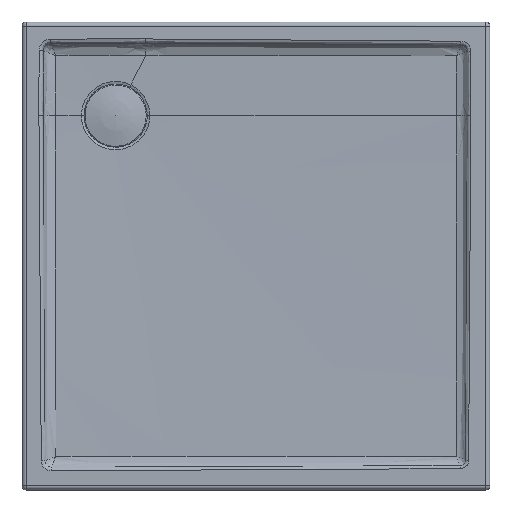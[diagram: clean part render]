
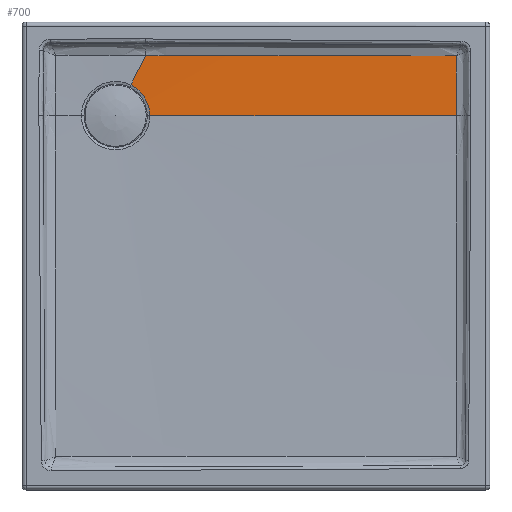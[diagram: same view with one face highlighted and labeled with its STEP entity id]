
A CAD part, top view. The second image highlights one B-rep face of the part: STEP entity #700.
In plain terms, the highlighted conical face has half-angle 88.825 degrees and reference radius 1000 mm.
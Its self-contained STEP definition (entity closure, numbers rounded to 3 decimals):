
#170=CARTESIAN_POINT('',(-240.622,328.755,-28.035));
#171=VERTEX_POINT('',#170);
#281=CARTESIAN_POINT('',(-204.309,270.,-28.035));
#282=VERTEX_POINT('',#281);
#290=CARTESIAN_POINT('',(-204.309,270.,-28.035));
#291=CARTESIAN_POINT('',(-204.309,273.444,-28.035));
#292=CARTESIAN_POINT('',(-205.139,283.881,-28.035));
#293=CARTESIAN_POINT('',(-209.472,297.148,-28.035));
#294=CARTESIAN_POINT('',(-216.813,309.018,-28.035));
#295=CARTESIAN_POINT('',(-223.577,316.863,-28.035));
#296=CARTESIAN_POINT('',(-231.578,323.626,-28.035));
#297=CARTESIAN_POINT('',(-237.542,327.215,-28.035));
#298=CARTESIAN_POINT('',(-240.622,328.755,-28.035));
#299=B_SPLINE_CURVE_WITH_KNOTS('',3,(#290,#291,#292,#293,#294,#295,#296,#297,#298),.UNSPECIFIED.,.F.,.U.,(4,1,1,1,1,1,4),(0.0,1.036,3.107,4.143,5.178,6.214,7.25),.UNSPECIFIED.);
#300=EDGE_CURVE('',#282,#171,#299,.T.);
#519=CARTESIAN_POINT('',(385.513,270.0,-15.936));
#520=VERTEX_POINT('',#519);
#543=CARTESIAN_POINT('',(-204.309,270.,-28.035));
#544=CARTESIAN_POINT('',(-7.702,270.,-24.002));
#545=CARTESIAN_POINT('',(188.905,270.,-19.969));
#546=CARTESIAN_POINT('',(385.513,270.,-15.936));
#547=B_SPLINE_CURVE_WITH_KNOTS('',3,(#543,#544,#545,#546),.UNSPECIFIED.,.F.,.U.,(4,4),(-446.903,143.043),.UNSPECIFIED.);
#548=EDGE_CURVE('',#282,#520,#547,.T.);
#559=CARTESIAN_POINT('',(-212.271,385.459,-26.735));
#560=VERTEX_POINT('',#559);
#561=CARTESIAN_POINT('',(-240.622,328.755,-28.035));
#562=DIRECTION('',(0.447,0.894,0.021));
#563=VECTOR('',#562,63.409);
#564=LINE('',#561,#563);
#565=EDGE_CURVE('',#171,#560,#564,.T.);
#647=CARTESIAN_POINT('',(-270.,270.,-8.87));
#648=DIRECTION('',(0.0,0.0,1.0));
#649=DIRECTION('',(1.,0.,0.0));
#650=AXIS2_PLACEMENT_3D('',#647,#648,#649);
#651=CONICAL_SURFACE('',#650,1000.,88.825);
#652=ORIENTED_EDGE('',*,*,#300,.F.);
#653=ORIENTED_EDGE('',*,*,#548,.T.);
#654=CARTESIAN_POINT('',(385.505,385.089,-15.731));
#655=VERTEX_POINT('',#654);
#656=CARTESIAN_POINT('',(385.513,270.,-15.936));
#657=CARTESIAN_POINT('',(385.513,308.545,-15.936));
#658=CARTESIAN_POINT('',(385.51,347.071,-15.866));
#659=CARTESIAN_POINT('',(385.505,385.089,-15.731));
#660=B_SPLINE_CURVE_WITH_KNOTS('',3,(#656,#657,#658,#659),.UNSPECIFIED.,.F.,.U.,(4,4),(961.723,1078.608),.UNSPECIFIED.);
#661=EDGE_CURVE('',#520,#655,#660,.T.);
#662=ORIENTED_EDGE('',*,*,#661,.T.);
#663=CARTESIAN_POINT('',(385.505,385.089,-15.731));
#664=CARTESIAN_POINT('',(374.,385.09,-15.963));
#665=CARTESIAN_POINT('',(362.487,385.092,-16.196));
#666=CARTESIAN_POINT('',(350.969,385.093,-16.428));
#667=CARTESIAN_POINT('',(325.115,385.097,-16.949));
#668=CARTESIAN_POINT('',(299.26,385.102,-17.47));
#669=CARTESIAN_POINT('',(273.404,385.106,-17.989));
#670=CARTESIAN_POINT('',(238.445,385.113,-18.69));
#671=CARTESIAN_POINT('',(203.425,385.12,-19.39));
#672=CARTESIAN_POINT('',(168.208,385.13,-20.089));
#673=CARTESIAN_POINT('',(165.775,385.131,-20.137));
#674=CARTESIAN_POINT('',(163.34,385.132,-20.185));
#675=CARTESIAN_POINT('',(160.905,385.132,-20.234));
#676=CARTESIAN_POINT('',(121.151,385.144,-21.021));
#677=CARTESIAN_POINT('',(81.325,385.158,-21.804));
#678=CARTESIAN_POINT('',(41.081,385.178,-22.578));
#679=CARTESIAN_POINT('',(14.241,385.192,-23.095));
#680=CARTESIAN_POINT('',(-12.733,385.208,-23.606));
#681=CARTESIAN_POINT('',(-40.021,385.23,-24.106));
#682=CARTESIAN_POINT('',(-59.338,385.245,-24.46));
#683=CARTESIAN_POINT('',(-78.805,385.263,-24.809));
#684=CARTESIAN_POINT('',(-98.498,385.286,-25.144));
#685=CARTESIAN_POINT('',(-113.308,385.303,-25.396));
#686=CARTESIAN_POINT('',(-128.255,385.323,-25.64));
#687=CARTESIAN_POINT('',(-143.333,385.345,-25.869));
#688=CARTESIAN_POINT('',(-154.728,385.362,-26.041));
#689=CARTESIAN_POINT('',(-166.212,385.381,-26.205));
#690=CARTESIAN_POINT('',(-177.732,385.401,-26.352));
#691=CARTESIAN_POINT('',(-189.252,385.42,-26.499));
#692=CARTESIAN_POINT('',(-200.794,385.44,-26.63));
#693=CARTESIAN_POINT('',(-212.271,385.459,-26.735));
#694=B_SPLINE_CURVE_WITH_KNOTS('',3,(#663,#664,#665,#666,#667,#668,#669,#670,#671,#672,#673,#674,#675,#676,#677,#678,#679,#680,#681,#682,#683,#684,#685,#686,#687,#688,#689,#690,#691,#692,#693),.UNSPECIFIED.,.F.,.U.,(4,3,3,3,3,3,3,3,3,3,4),(266.022,314.501,423.317,570.445,580.612,746.609,857.321,935.696,994.639,1039.183,1083.728),.UNSPECIFIED.);
#695=EDGE_CURVE('',#655,#560,#694,.T.);
#696=ORIENTED_EDGE('',*,*,#695,.T.);
#697=ORIENTED_EDGE('',*,*,#565,.F.);
#698=EDGE_LOOP('',(#652,#653,#662,#696,#697));
#699=FACE_OUTER_BOUND('',#698,.T.);
#700=ADVANCED_FACE('',(#699),#651,.F.);
